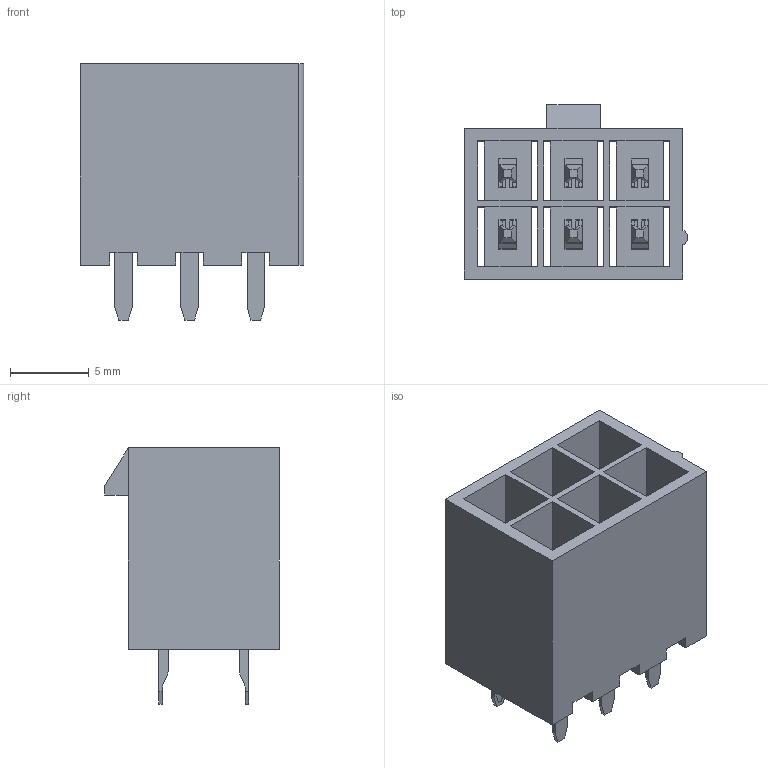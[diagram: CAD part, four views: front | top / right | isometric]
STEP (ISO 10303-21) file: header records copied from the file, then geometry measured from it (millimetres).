
FILE_DESCRIPTION(('FreeCAD Model'),'2;1');
FILE_NAME('Fusion.step','2017-07-07T10:28:06',( 'kicad StepUp'),('ksu MCAD'),'Open CASCADE STEP processor 6.8', 'FreeCAD','Unknown');
FILE_SCHEMA(('AUTOMOTIVE_DESIGN_CC2 { 1 2 10303 214 -1 1 5 4 }'));
Length unit declared in the file: millimetre
Products named in the file (2): ASSEMBLY; Fusion
Assembly tree (1 placements, depth 2):
  ASSEMBLY
    Fusion
Bounding box: 14.2 x 11.1 x 16.3 mm (x, y, z)
Volume: 818.8 mm3; surface area: 2429.1 mm2
Topology: 1 solids, 1 shells, 643 faces, 1915 edges, 1256 vertices
Faces by surface type: plane 474, cylinder 169
Entity records: 25975 total; most frequent: ORIENTED_EDGE 3830, CARTESIAN_POINT 3816, DIRECTION 3543, EDGE_CURVE 1915, LINE 1577, VECTOR 1577, VERTEX_POINT 1256, AXIS2_PLACEMENT_3D 983
